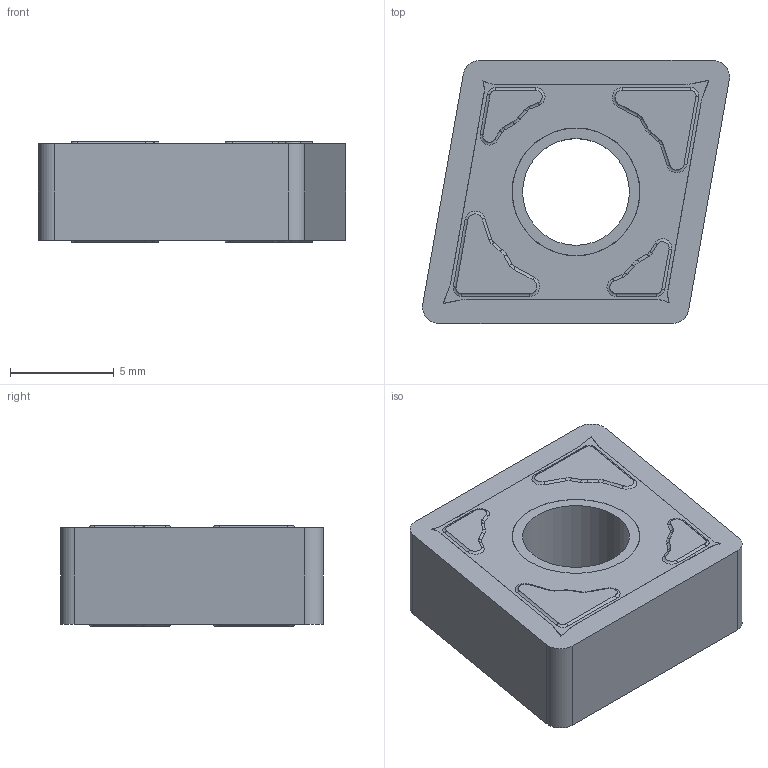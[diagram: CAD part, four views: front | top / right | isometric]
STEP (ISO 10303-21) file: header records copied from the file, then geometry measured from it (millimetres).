
FILE_DESCRIPTION(/* description */ (''),/* implementation_level */ '2;1');
FILE_NAME(/* name */ '62361283_cgr_000~01_214.stp',/* time_stamp */ '2025-02-12T14:55:33+05:00',/* author */ (''),/* organization */ (''),/* preprocessor_version */ 'ST-DEVELOPER v16.7',/* originating_system */ 'SIEMENS PLM Software NX 12.0',/* authorisation */ '');
FILE_SCHEMA (('AUTOMOTIVE_DESIGN { 1 0 10303 214 3 1 1 1 }'));
Length unit declared in the file: millimetre
Products named in the file (1): 62361283_cgr_000~01
Bounding box: 14.83 x 12.7 x 4.84 mm (x, y, z)
Volume: 670.7 mm3; surface area: 597.5 mm2
Topology: 1 solids, 1 shells, 161 faces, 455 edges, 317 vertices
Faces by surface type: cylinder 69, plane 42, torus 24, bspline 24, cone 2
Full cylindrical faces by diameter (mm): 5.156 x1
Entity records: 5611 total; most frequent: CARTESIAN_POINT 1297, DIRECTION 924, ORIENTED_EDGE 884, EDGE_CURVE 442, AXIS2_PLACEMENT_3D 358, VERTEX_POINT 298, LINE 208, VECTOR 208
